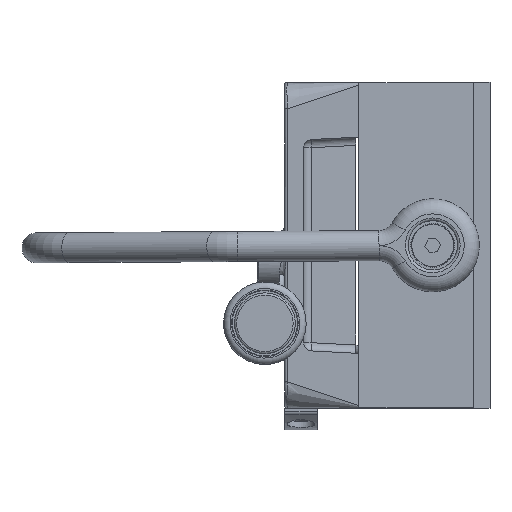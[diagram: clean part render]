
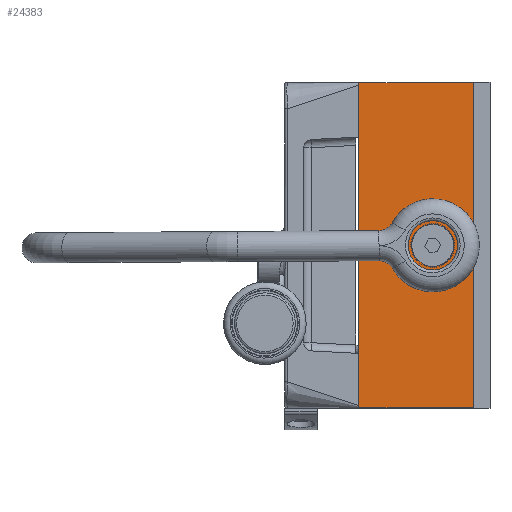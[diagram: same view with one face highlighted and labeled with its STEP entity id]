
A CAD part, left-side view. The second image highlights one B-rep face of the part: STEP entity #24383.
In plain terms, the highlighted planar face has unit normal (-1, 0, 0).
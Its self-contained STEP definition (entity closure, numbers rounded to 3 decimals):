
#3165=LINE($,#42569,#6279);
#3166=LINE($,#42571,#6280);
#3167=LINE($,#42573,#6281);
#3168=LINE($,#42574,#6282);
#6279=VECTOR($,#31689,41.9);
#6280=VECTOR($,#31690,118.8);
#6281=VECTOR($,#31691,41.9);
#6282=VECTOR($,#31692,118.8);
#6894=PLANE($,#26005);
#7500=FACE_BOUND($,#9260,.T.);
#8279=FACE_OUTER_BOUND($,#9259,.T.);
#9259=EDGE_LOOP($,(#22220,#22221,#22222,#22223));
#9260=EDGE_LOOP($,(#22224));
#9858=CIRCLE($,#26006,3.4);
#13166=VERTEX_POINT($,#42567);
#13167=VERTEX_POINT($,#42568);
#13168=VERTEX_POINT($,#42570);
#13169=VERTEX_POINT($,#42572);
#13170=VERTEX_POINT($,#42575);
#17170=EDGE_CURVE($,#13166,#13167,#3165,.T.);
#17171=EDGE_CURVE($,#13167,#13168,#3166,.T.);
#17172=EDGE_CURVE($,#13168,#13169,#3167,.T.);
#17173=EDGE_CURVE($,#13169,#13166,#3168,.T.);
#17174=EDGE_CURVE($,#13170,#13170,#9858,.T.);
#22220=ORIENTED_EDGE($,*,*,#17170,.T.);
#22221=ORIENTED_EDGE($,*,*,#17171,.T.);
#22222=ORIENTED_EDGE($,*,*,#17172,.T.);
#22223=ORIENTED_EDGE($,*,*,#17173,.T.);
#22224=ORIENTED_EDGE($,*,*,#17174,.F.);
#24383=ADVANCED_FACE($,(#8279,#7500),#6894,.F.);
#26005=AXIS2_PLACEMENT_3D($,#42566,#31687,#31688);
#26006=AXIS2_PLACEMENT_3D($,#42576,#31693,#31694);
#31687=DIRECTION('center_axis',(1.,0.,0.));
#31688=DIRECTION('ref_axis',(0.,0.,-1.));
#31689=DIRECTION($,(0.,-1.,0.));
#31690=DIRECTION($,(0.,0.,1.));
#31691=DIRECTION($,(0.,1.,0.));
#31692=DIRECTION($,(0.,0.,-1.));
#31693=DIRECTION('center_axis',(-1.,0.,0.));
#31694=DIRECTION('ref_axis',(0.,0.,1.));
#42566=CARTESIAN_POINT('Origin',(-71.12,-27.,0.));
#42567=CARTESIAN_POINT('',(-71.12,-27.1,0.1));
#42568=CARTESIAN_POINT('',(-71.12,-69.,0.1));
#42569=CARTESIAN_POINT($,(-71.12,-27.1,0.1));
#42570=CARTESIAN_POINT('',(-71.12,-69.,118.9));
#42571=CARTESIAN_POINT($,(-71.12,-69.,0.1));
#42572=CARTESIAN_POINT('',(-71.12,-27.1,118.9));
#42573=CARTESIAN_POINT($,(-71.12,-69.,118.9));
#42574=CARTESIAN_POINT($,(-71.12,-27.1,118.9));
#42575=CARTESIAN_POINT('',(-71.12,-54.1,56.05));
#42576=CARTESIAN_POINT('Origin',(-71.12,-54.1,59.45));
